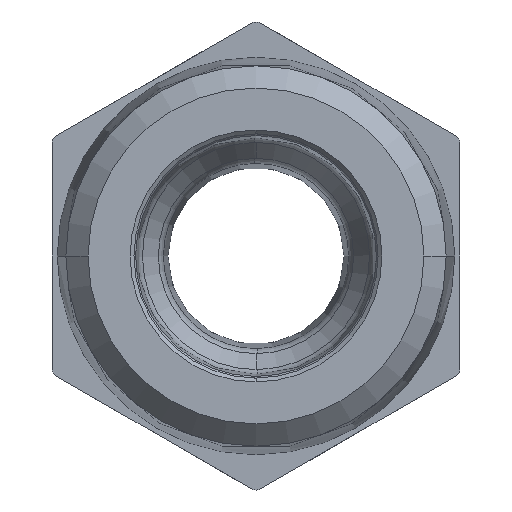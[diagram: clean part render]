
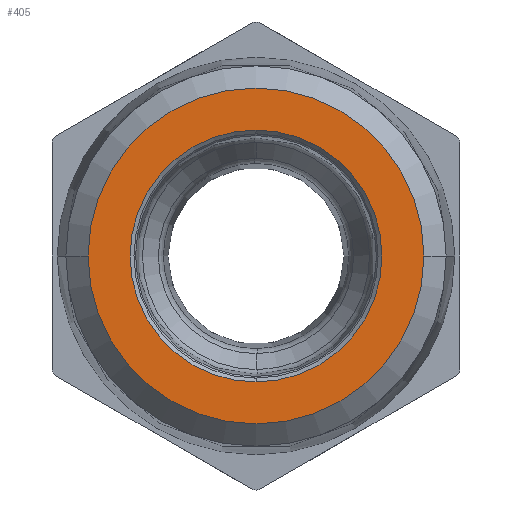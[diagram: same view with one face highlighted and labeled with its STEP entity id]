
A CAD part, front view. The second image highlights one B-rep face of the part: STEP entity #405.
In plain terms, the highlighted planar face has unit normal (0, -1, 0).
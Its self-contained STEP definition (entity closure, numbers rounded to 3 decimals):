
#405=ADVANCED_FACE('',(#901,#902),#903,.T.);
#901=FACE_OUTER_BOUND('',#1828,.T.);
#902=FACE_BOUND('',#1829,.T.);
#903=PLANE('',#1830);
#1828=EDGE_LOOP('',(#3504,#3505));
#1829=EDGE_LOOP('',(#3506,#3507));
#1830=AXIS2_PLACEMENT_3D('',#3508,#3509,#3510);
#3504=ORIENTED_EDGE('',*,*,#4619,.T.);
#3505=ORIENTED_EDGE('',*,*,#4786,.T.);
#3506=ORIENTED_EDGE('',*,*,#4787,.F.);
#3507=ORIENTED_EDGE('',*,*,#4788,.F.);
#3508=CARTESIAN_POINT('',(0.0,-16.0,0.0));
#3509=DIRECTION('',(0.0,-1.0,0.0));
#3510=DIRECTION('',(0.0,0.0,-1.0));
#4619=EDGE_CURVE('',#5531,#5528,#5532,.T.);
#4786=EDGE_CURVE('',#5528,#5531,#5779,.T.);
#4787=EDGE_CURVE('',#5780,#5781,#5782,.T.);
#4788=EDGE_CURVE('',#5781,#5780,#5783,.T.);
#5528=VERTEX_POINT('',#6922);
#5531=VERTEX_POINT('',#6926);
#5532=CIRCLE('',#6927,9.059);
#5779=CIRCLE('',#7406,9.059);
#5780=VERTEX_POINT('',#7407);
#5781=VERTEX_POINT('',#7408);
#5782=CIRCLE('',#7409,6.797);
#5783=CIRCLE('',#7410,6.797);
#6922=CARTESIAN_POINT('',(9.059,-16.0,0.));
#6926=CARTESIAN_POINT('',(-9.059,-16.0,0.0));
#6927=AXIS2_PLACEMENT_3D('',#8484,#8485,#8486);
#7406=AXIS2_PLACEMENT_3D('',#8697,#8698,#8699);
#7407=CARTESIAN_POINT('',(0.0,-16.0,6.797));
#7408=CARTESIAN_POINT('',(0.,-16.0,-6.797));
#7409=AXIS2_PLACEMENT_3D('',#8700,#8701,#8702);
#7410=AXIS2_PLACEMENT_3D('',#8703,#8704,#8705);
#8484=CARTESIAN_POINT('',(0.0,-16.0,0.0));
#8485=DIRECTION('',(0.0,-1.0,0.0));
#8486=DIRECTION('',(1.0,0.0,0.0));
#8697=CARTESIAN_POINT('',(0.0,-16.0,0.0));
#8698=DIRECTION('',(0.0,-1.0,0.0));
#8699=DIRECTION('',(1.0,0.0,0.0));
#8700=CARTESIAN_POINT('',(0.0,-16.0,0.0));
#8701=DIRECTION('',(0.0,-1.0,0.0));
#8702=DIRECTION('',(0.0,0.0,-1.0));
#8703=CARTESIAN_POINT('',(0.0,-16.0,0.0));
#8704=DIRECTION('',(0.0,-1.0,0.0));
#8705=DIRECTION('',(0.0,0.0,-1.0));
